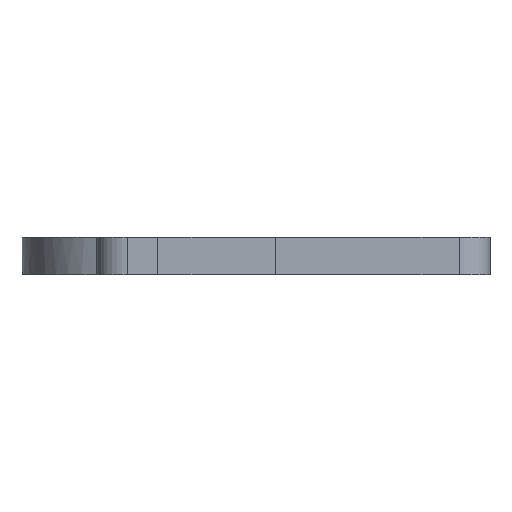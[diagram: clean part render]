
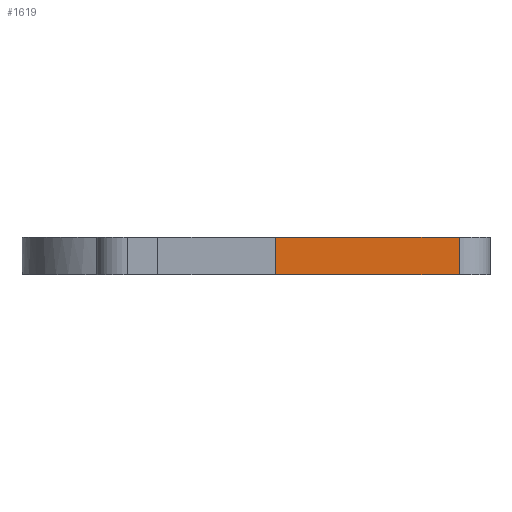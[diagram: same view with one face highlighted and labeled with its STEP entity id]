
A CAD part, left-side view. The second image highlights one B-rep face of the part: STEP entity #1619.
In plain terms, the highlighted planar face has unit normal (-1, 0, 0).
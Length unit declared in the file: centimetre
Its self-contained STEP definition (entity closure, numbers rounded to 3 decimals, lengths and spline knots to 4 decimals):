
#75=(
BOUNDED_CURVE()
B_SPLINE_CURVE(5,(#2339,#2340,#2341,#2342,#2343,#2344,#2345,#2346,#2347,
#2348),.UNSPECIFIED.,.F.,.F.)
B_SPLINE_CURVE_WITH_KNOTS((6,1,1,1,1,6),(0.028,0.2,0.4,0.6,
0.8,0.8601),.UNSPECIFIED.)
CURVE()
GEOMETRIC_REPRESENTATION_ITEM()
RATIONAL_B_SPLINE_CURVE((1.,1.,1.,1.,1.,1.,1.,1.,1.,1.))
REPRESENTATION_ITEM('')
);
#79=(
BOUNDED_CURVE()
B_SPLINE_CURVE(5,(#2550,#2551,#2552,#2553,#2554,#2555,#2556,#2557,#2558,
#2559),.UNSPECIFIED.,.F.,.F.)
B_SPLINE_CURVE_WITH_KNOTS((6,1,1,1,1,6),(0.028,0.2,0.4,0.6,
0.8,0.8601),.UNSPECIFIED.)
CURVE()
GEOMETRIC_REPRESENTATION_ITEM()
RATIONAL_B_SPLINE_CURVE((1.,1.,1.,1.,1.,1.,1.,1.,1.,1.))
REPRESENTATION_ITEM('')
);
#104=FACE_OUTER_BOUND('',#198,.T.);
#198=EDGE_LOOP('',(#1197,#1198,#1199,#1200));
#373=LINE('',#2534,#571);
#375=LINE('',#2549,#573);
#571=VECTOR('',#1923,1.);
#573=VECTOR('',#1927,1.);
#701=VERTEX_POINT('',#2336);
#702=VERTEX_POINT('',#2338);
#775=VERTEX_POINT('',#2533);
#777=VERTEX_POINT('',#2548);
#860=EDGE_CURVE('',#702,#701,#75,.T.);
#945=EDGE_CURVE('',#775,#702,#373,.T.);
#948=EDGE_CURVE('',#777,#701,#375,.T.);
#949=EDGE_CURVE('',#775,#777,#79,.T.);
#1197=ORIENTED_EDGE('',*,*,#945,.T.);
#1198=ORIENTED_EDGE('',*,*,#860,.T.);
#1199=ORIENTED_EDGE('',*,*,#948,.F.);
#1200=ORIENTED_EDGE('',*,*,#949,.F.);
#1548=PLANE('',#1717);
#1619=ADVANCED_FACE('',(#104),#1548,.T.);
#1717=AXIS2_PLACEMENT_3D('',#2547,#1925,#1926);
#1923=DIRECTION('',(0.,0.,-1.));
#1925=DIRECTION('center_axis',(-1.,0.,0.));
#1926=DIRECTION('ref_axis',(0.,-1.,0.));
#1927=DIRECTION('',(0.,0.,-1.));
#2336=CARTESIAN_POINT('',(-4.4987,-1.5706,0.));
#2338=CARTESIAN_POINT('',(-4.4987,1.4034,0.));
#2339=CARTESIAN_POINT('Ctrl Pts',(-4.4987,1.4034,0.));
#2340=CARTESIAN_POINT('Ctrl Pts',(-4.4987,1.2805,0.));
#2341=CARTESIAN_POINT('Ctrl Pts',(-4.4987,1.0146,0.));
#2342=CARTESIAN_POINT('Ctrl Pts',(-4.4987,0.6057,0.));
#2343=CARTESIAN_POINT('Ctrl Pts',(-4.4987,0.0538,
0.));
#2344=CARTESIAN_POINT('Ctrl Pts',(-4.4987,-0.541,
0.));
#2345=CARTESIAN_POINT('Ctrl Pts',(-4.4987,-1.0128,0.));
#2346=CARTESIAN_POINT('Ctrl Pts',(-4.4987,-1.3417,0.));
#2347=CARTESIAN_POINT('Ctrl Pts',(-4.4987,-1.5276,0.));
#2348=CARTESIAN_POINT('Ctrl Pts',(-4.4987,-1.5706,0.));
#2533=CARTESIAN_POINT('',(-4.4987,1.4034,0.6));
#2534=CARTESIAN_POINT('',(-4.4987,1.4034,0.));
#2547=CARTESIAN_POINT('Origin',(-4.4987,1.5034,0.));
#2548=CARTESIAN_POINT('',(-4.4987,-1.5706,0.6));
#2549=CARTESIAN_POINT('',(-4.4987,-1.5706,0.));
#2550=CARTESIAN_POINT('Ctrl Pts',(-4.4987,1.4034,0.6));
#2551=CARTESIAN_POINT('Ctrl Pts',(-4.4987,1.2805,0.6));
#2552=CARTESIAN_POINT('Ctrl Pts',(-4.4987,1.0146,0.6));
#2553=CARTESIAN_POINT('Ctrl Pts',(-4.4987,0.6057,0.6));
#2554=CARTESIAN_POINT('Ctrl Pts',(-4.4987,0.0538,
0.6));
#2555=CARTESIAN_POINT('Ctrl Pts',(-4.4987,-0.541,
0.6));
#2556=CARTESIAN_POINT('Ctrl Pts',(-4.4987,-1.0128,0.6));
#2557=CARTESIAN_POINT('Ctrl Pts',(-4.4987,-1.3417,0.6));
#2558=CARTESIAN_POINT('Ctrl Pts',(-4.4987,-1.5276,0.6));
#2559=CARTESIAN_POINT('Ctrl Pts',(-4.4987,-1.5706,0.6));
